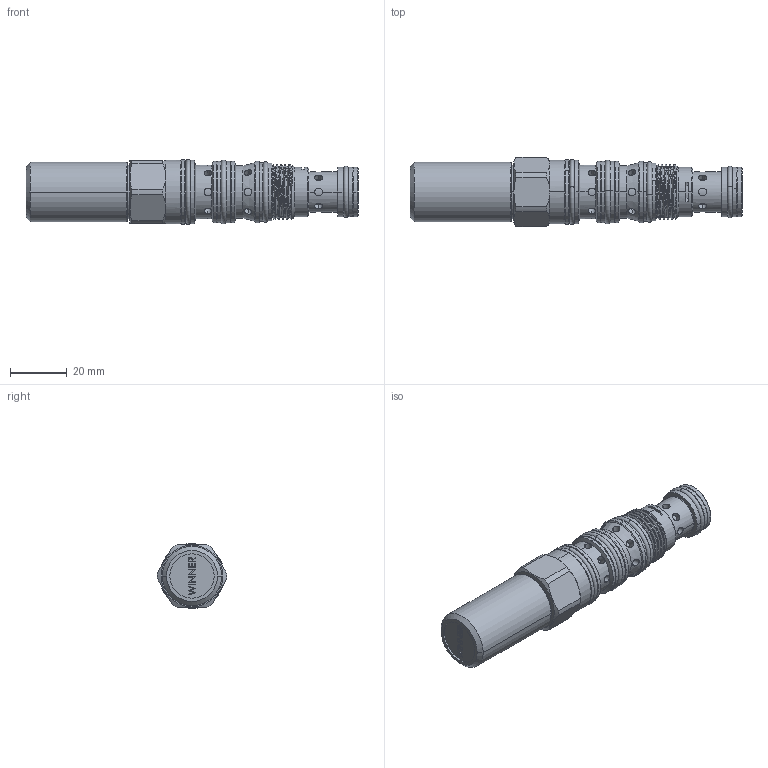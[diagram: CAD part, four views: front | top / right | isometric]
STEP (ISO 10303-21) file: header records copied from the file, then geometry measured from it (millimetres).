
FILE_DESCRIPTION (( 'STEP AP203' ), '1' );
FILE_NAME ('DD21A4N-CB.STEP', '2024-05-24T05:06:49', ( '' ), ( '' ), 'SwSTEP 2.0', 'SolidWorks 2018', '' );
FILE_SCHEMA (( 'CONFIG_CONTROL_DESIGN' ));
Length unit declared in the file: millimetre
Products named in the file (1): DD21A4N-CB
Bounding box: 117.51 x 24.59 x 22.98 mm (x, y, z)
Volume: 37150.8 mm3; surface area: 10636.7 mm2
Topology: 1 solids, 1 shells, 332 faces, 784 edges, 507 vertices
Faces by surface type: cylinder 161, plane 111, cone 34, torus 18, bspline 8
Entity records: 13190 total; most frequent: CARTESIAN_POINT 5626, ORIENTED_EDGE 1568, DIRECTION 1496, EDGE_CURVE 784, AXIS2_PLACEMENT_3D 564, VERTEX_POINT 507, EDGE_LOOP 385, LINE 368
